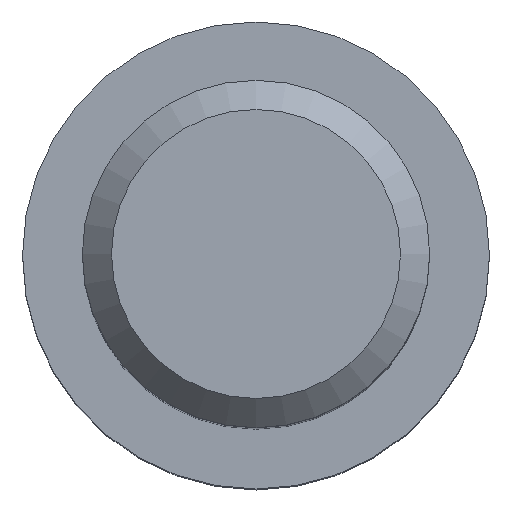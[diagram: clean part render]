
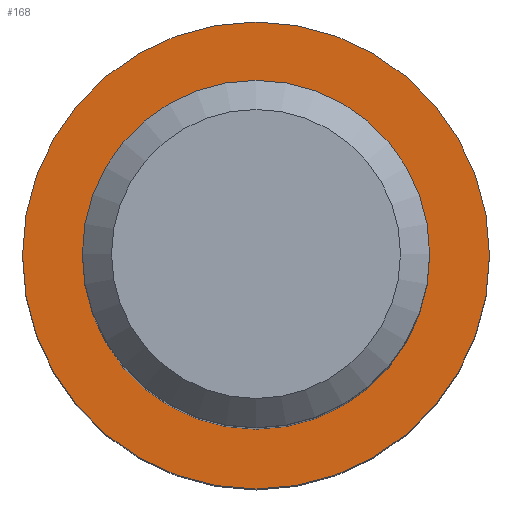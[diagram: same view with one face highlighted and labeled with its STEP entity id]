
A CAD part, top view. The second image highlights one B-rep face of the part: STEP entity #168.
In plain terms, the highlighted planar face has unit normal (0, 0, 1).
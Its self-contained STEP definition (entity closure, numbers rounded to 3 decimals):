
#20=PLANE('',#204);
#38=FACE_BOUND('',#79,.T.);
#53=FACE_OUTER_BOUND('',#78,.T.);
#78=EDGE_LOOP('',(#148));
#79=EDGE_LOOP('',(#149));
#93=CIRCLE('',#197,2.975);
#96=CIRCLE('',#203,4.);
#107=VERTEX_POINT('',#296);
#110=VERTEX_POINT('',#305);
#121=EDGE_CURVE('',#107,#107,#93,.T.);
#124=EDGE_CURVE('',#110,#110,#96,.T.);
#148=ORIENTED_EDGE('',*,*,#124,.T.);
#149=ORIENTED_EDGE('',*,*,#121,.T.);
#168=ADVANCED_FACE('',(#53,#38),#20,.T.);
#197=AXIS2_PLACEMENT_3D('',#297,#246,#247);
#203=AXIS2_PLACEMENT_3D('',#306,#258,#259);
#204=AXIS2_PLACEMENT_3D('',#307,#260,#261);
#246=DIRECTION('center_axis',(0.,0.,-1.));
#247=DIRECTION('ref_axis',(-1.,0.,0.));
#258=DIRECTION('center_axis',(0.,0.,1.));
#259=DIRECTION('ref_axis',(-1.,0.,0.));
#260=DIRECTION('center_axis',(0.,0.,1.));
#261=DIRECTION('ref_axis',(1.,0.,0.));
#296=CARTESIAN_POINT('',(2.975,0.,10.));
#297=CARTESIAN_POINT('Origin',(0.,0.,10.));
#305=CARTESIAN_POINT('',(4.,0.,10.));
#306=CARTESIAN_POINT('Origin',(0.,0.,10.));
#307=CARTESIAN_POINT('Origin',(0.,0.,
10.));
